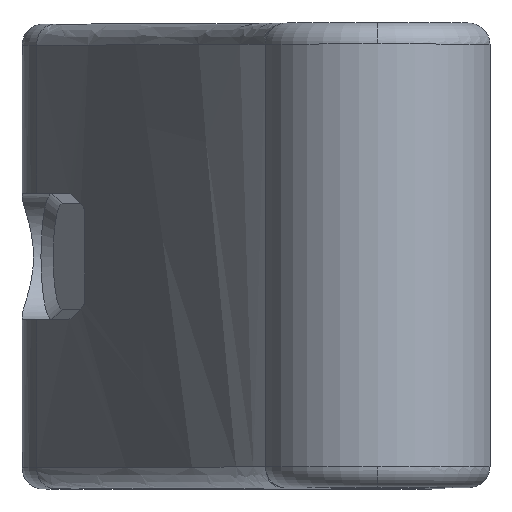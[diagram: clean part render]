
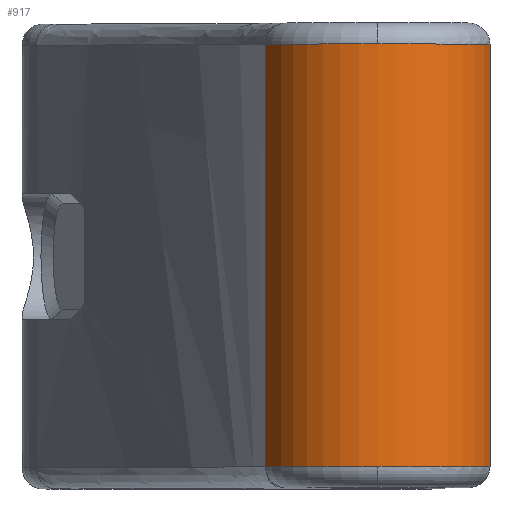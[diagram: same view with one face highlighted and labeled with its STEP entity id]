
A CAD part, top view. The second image highlights one B-rep face of the part: STEP entity #917.
In plain terms, the highlighted cylindrical face has radius 5.5 mm (diameter 11 mm), a partial arc.
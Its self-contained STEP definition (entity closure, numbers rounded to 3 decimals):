
#6 = CARTESIAN_POINT ( 'NONE',  ( 23.747, 1., -4.5 ) ) ;
#43 = DIRECTION ( 'NONE',  ( 0., 1., 0. ) ) ;
#54 = DIRECTION ( 'NONE',  ( 0., 0., 1. ) ) ;
#147 = VECTOR ( 'NONE', #1818, 1000. ) ;
#206 = ORIENTED_EDGE ( 'NONE', *, *, #1592, .T. ) ;
#210 = CARTESIAN_POINT ( 'NONE',  ( 23.747, 1., -10. ) ) ;
#215 = CARTESIAN_POINT ( 'NONE',  ( 29.056, 1., -8.566 ) ) ;
#254 = DIRECTION ( 'NONE',  ( 0., -1., 0. ) ) ;
#263 = DIRECTION ( 'NONE',  ( 0., 1., 0. ) ) ;
#269 = CARTESIAN_POINT ( 'NONE',  ( 23.747, 22., -10. ) ) ;
#317 = EDGE_CURVE ( 'NONE', #1905, #1406, #1789, .T. ) ;
#366 = CARTESIAN_POINT ( 'NONE',  ( 18.427, 22., -8.602 ) ) ;
#411 = CARTESIAN_POINT ( 'NONE',  ( 29.056, 22., -8.566 ) ) ;
#525 = LINE ( 'NONE', #411, #147 ) ;
#590 = DIRECTION ( 'NONE',  ( 0., 0., -1. ) ) ;
#683 = CIRCLE ( 'NONE', #930, 5.5 ) ;
#713 = DIRECTION ( 'NONE',  ( 0., -1., 0. ) ) ;
#734 = CARTESIAN_POINT ( 'NONE',  ( 23.747, 21., -10. ) ) ;
#751 = VERTEX_POINT ( 'NONE', #6 ) ;
#764 = DIRECTION ( 'NONE',  ( 0., -1., 0. ) ) ;
#823 = AXIS2_PLACEMENT_3D ( 'NONE', #1077, #263, #1817 ) ;
#852 = ORIENTED_EDGE ( 'NONE', *, *, #1843, .T. ) ;
#860 = CIRCLE ( 'NONE', #1903, 5.5 ) ;
#896 = VERTEX_POINT ( 'NONE', #215 ) ;
#917 = ADVANCED_FACE ( 'NONE', ( #1747 ), #1895, .T. ) ;
#930 = AXIS2_PLACEMENT_3D ( 'NONE', #210, #43, #54 ) ;
#978 = ORIENTED_EDGE ( 'NONE', *, *, #1617, .T. ) ;
#1034 = DIRECTION ( 'NONE',  ( 0., 0., 1. ) ) ;
#1077 = CARTESIAN_POINT ( 'NONE',  ( 23.747, 1., -10. ) ) ;
#1104 = CARTESIAN_POINT ( 'NONE',  ( 18.427, 1., -8.602 ) ) ;
#1166 = ORIENTED_EDGE ( 'NONE', *, *, #1353, .F. ) ;
#1169 = EDGE_LOOP ( 'NONE', ( #1416, #978, #206, #1166, #852, #1909 ) ) ;
#1227 = AXIS2_PLACEMENT_3D ( 'NONE', #269, #764, #590 ) ;
#1238 = CARTESIAN_POINT ( 'NONE',  ( 18.427, 21., -8.602 ) ) ;
#1353 = EDGE_CURVE ( 'NONE', #1841, #896, #525, .T. ) ;
#1365 = DIRECTION ( 'NONE',  ( 0., 0., 1. ) ) ;
#1376 = CARTESIAN_POINT ( 'NONE',  ( 29.056, 21., -8.566 ) ) ;
#1406 = VERTEX_POINT ( 'NONE', #1104 ) ;
#1416 = ORIENTED_EDGE ( 'NONE', *, *, #317, .T. ) ;
#1497 = DIRECTION ( 'NONE',  ( 0., -1., 0. ) ) ;
#1506 = CARTESIAN_POINT ( 'NONE',  ( 23.747, 21., -4.5 ) ) ;
#1592 = EDGE_CURVE ( 'NONE', #751, #896, #1834, .T. ) ;
#1617 = EDGE_CURVE ( 'NONE', #1406, #751, #683, .T. ) ;
#1708 = CARTESIAN_POINT ( 'NONE',  ( 23.747, 21., -10. ) ) ;
#1736 = AXIS2_PLACEMENT_3D ( 'NONE', #734, #254, #1034 ) ;
#1747 = FACE_OUTER_BOUND ( 'NONE', #1169, .T. ) ;
#1789 = LINE ( 'NONE', #366, #1959 ) ;
#1817 = DIRECTION ( 'NONE',  ( 0., 0., 1. ) ) ;
#1818 = DIRECTION ( 'NONE',  ( 0., -1., 0. ) ) ;
#1834 = CIRCLE ( 'NONE', #823, 5.5 ) ;
#1841 = VERTEX_POINT ( 'NONE', #1376 ) ;
#1843 = EDGE_CURVE ( 'NONE', #1841, #2065, #860, .T. ) ;
#1868 = EDGE_CURVE ( 'NONE', #2065, #1905, #1936, .T. ) ;
#1895 = CYLINDRICAL_SURFACE ( 'NONE', #1227, 5.5 ) ;
#1903 = AXIS2_PLACEMENT_3D ( 'NONE', #1708, #713, #1365 ) ;
#1905 = VERTEX_POINT ( 'NONE', #1238 ) ;
#1909 = ORIENTED_EDGE ( 'NONE', *, *, #1868, .T. ) ;
#1936 = CIRCLE ( 'NONE', #1736, 5.5 ) ;
#1959 = VECTOR ( 'NONE', #1497, 1000. ) ;
#2065 = VERTEX_POINT ( 'NONE', #1506 ) ;
